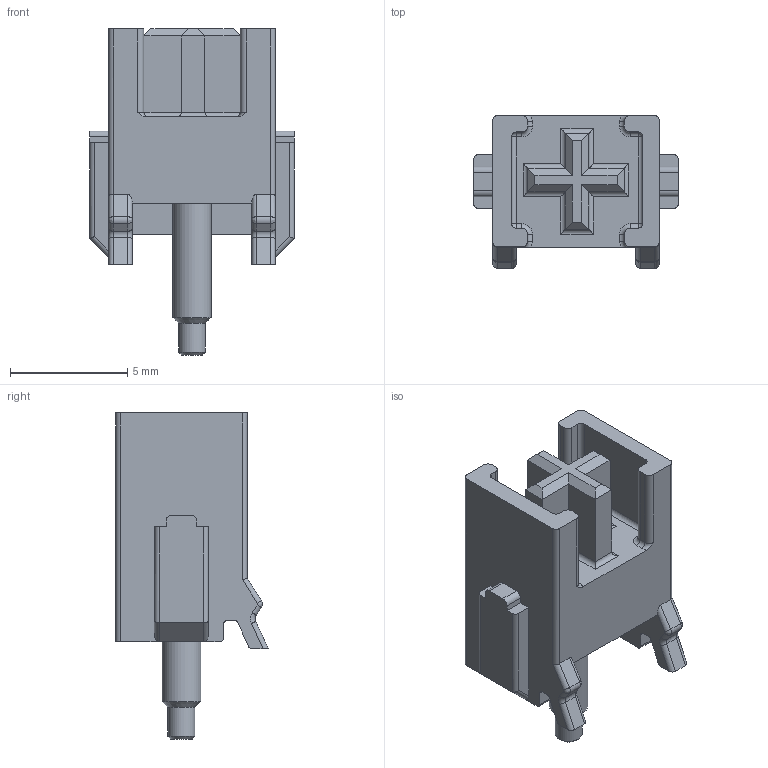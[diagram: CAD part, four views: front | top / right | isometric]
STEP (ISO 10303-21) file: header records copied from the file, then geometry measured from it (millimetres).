
FILE_DESCRIPTION(/* description */ (''),/* implementation_level */ '2;1');
FILE_NAME(/* name */ 'Moyai-Stem SLA v44.step',/* time_stamp */ '2021-06-30T21:49:40+02:00',/* author */ (''),/* organization */ (''),/* preprocessor_version */ 'ST-DEVELOPER v18.1',/* originating_system */ 'Autodesk Translation Framework v10.9.0.1377',/* authorisation */ '');
FILE_SCHEMA (('AUTOMOTIVE_DESIGN { 1 0 10303 214 3 1 1 }'));
Length unit declared in the file: millimetre
Products named in the file (2): Moyai-Stem SLA; Slider
Assembly tree (1 placements, depth 2):
  Moyai-Stem SLA
    Slider
Bounding box: 8.72 x 6.5 x 13.9 mm (x, y, z)
Volume: 207.6 mm3; surface area: 549.4 mm2
Topology: 1 solids, 1 shells, 188 faces, 469 edges, 285 vertices
Faces by surface type: plane 88, cylinder 77, torus 12, bspline 4, sphere 4, cone 3
Full cylindrical faces by diameter (mm): 1.15 x1, 1.65 x1, 3.2 x1
Entity records: 5610 total; most frequent: CARTESIAN_POINT 997, DIRECTION 992, ORIENTED_EDGE 938, EDGE_CURVE 469, AXIS2_PLACEMENT_3D 340, LINE 312, VECTOR 312, VERTEX_POINT 285
